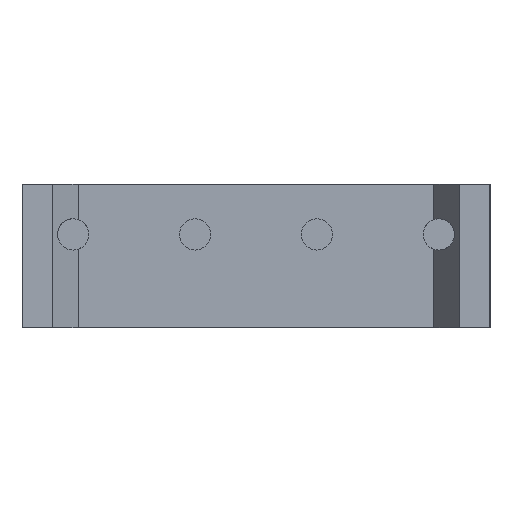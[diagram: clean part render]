
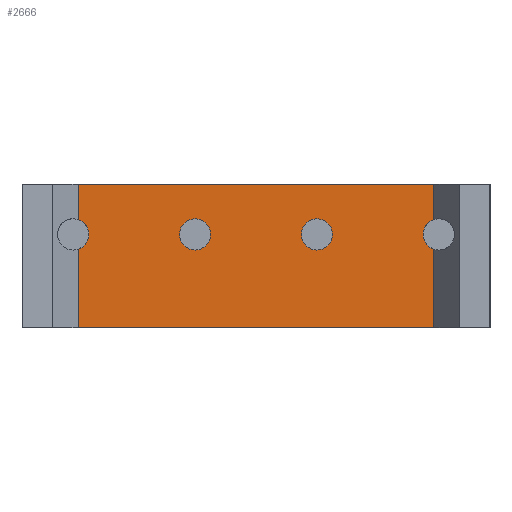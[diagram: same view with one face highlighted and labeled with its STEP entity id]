
A CAD part, front view. The second image highlights one B-rep face of the part: STEP entity #2666.
In plain terms, the highlighted planar face has unit normal (0, -1, 0).
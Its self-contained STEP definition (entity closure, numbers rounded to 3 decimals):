
#2 = CARTESIAN_POINT ( 'NONE',  ( 7.41, 1.6, -3. ) ) ;
#4 = EDGE_CURVE ( 'NONE', #591, #573, #2411, .T. ) ;
#11 = EDGE_CURVE ( 'NONE', #221, #3219, #1221, .T. ) ;
#82 = DIRECTION ( 'NONE',  ( 0., 0., 1. ) ) ;
#88 = DIRECTION ( 'NONE',  ( 1., 0., 0. ) ) ;
#101 = EDGE_CURVE ( 'NONE', #1796, #1059, #2315, .T. ) ;
#132 = EDGE_LOOP ( 'NONE', ( #3238, #556, #228, #791, #1521, #3476, #2615, #416 ) ) ;
#133 = EDGE_CURVE ( 'NONE', #1963, #1200, #3456, .T. ) ;
#152 = VECTOR ( 'NONE', #1031, 1000. ) ;
#192 = AXIS2_PLACEMENT_3D ( 'NONE', #1083, #3513, #2982 ) ;
#218 = CARTESIAN_POINT ( 'NONE',  ( -2.54, 1.6, 0.9 ) ) ;
#221 = VERTEX_POINT ( 'NONE', #2861 ) ;
#228 = ORIENTED_EDGE ( 'NONE', *, *, #101, .F. ) ;
#250 = VECTOR ( 'NONE', #88, 1000. ) ;
#283 = CARTESIAN_POINT ( 'NONE',  ( -7.41, 1.6, -3. ) ) ;
#361 = EDGE_CURVE ( 'NONE', #1963, #3197, #2914, .T. ) ;
#363 = CARTESIAN_POINT ( 'NONE',  ( 7.41, 1.6, 3. ) ) ;
#384 = AXIS2_PLACEMENT_3D ( 'NONE', #950, #2286, #415 ) ;
#415 = DIRECTION ( 'NONE',  ( 0., 0., 1. ) ) ;
#416 = ORIENTED_EDGE ( 'NONE', *, *, #2540, .F. ) ;
#446 = PLANE ( 'NONE',  #896 ) ;
#503 = CARTESIAN_POINT ( 'NONE',  ( 7.41, 1.6, 1.515 ) ) ;
#525 = CARTESIAN_POINT ( 'NONE',  ( 7.41, 1.6, 3. ) ) ;
#528 = DIRECTION ( 'NONE',  ( 0., -1., 0. ) ) ;
#535 = AXIS2_PLACEMENT_3D ( 'NONE', #689, #661, #82 ) ;
#556 = ORIENTED_EDGE ( 'NONE', *, *, #3408, .F. ) ;
#573 = VERTEX_POINT ( 'NONE', #2475 ) ;
#591 = VERTEX_POINT ( 'NONE', #3293 ) ;
#661 = DIRECTION ( 'NONE',  ( 0., -1., 0. ) ) ;
#689 = CARTESIAN_POINT ( 'NONE',  ( 2.54, 1.6, 0.9 ) ) ;
#716 = DIRECTION ( 'NONE',  ( 0., 1., 0. ) ) ;
#756 = EDGE_CURVE ( 'NONE', #1200, #1493, #1722, .T. ) ;
#791 = ORIENTED_EDGE ( 'NONE', *, *, #2694, .T. ) ;
#896 = AXIS2_PLACEMENT_3D ( 'NONE', #2333, #716, #2614 ) ;
#898 = DIRECTION ( 'NONE',  ( 0., -1., 0. ) ) ;
#921 = CARTESIAN_POINT ( 'NONE',  ( 7.62, 1.6, 0.9 ) ) ;
#950 = CARTESIAN_POINT ( 'NONE',  ( 2.54, 1.6, 0.9 ) ) ;
#951 = ORIENTED_EDGE ( 'NONE', *, *, #4, .F. ) ;
#961 = ORIENTED_EDGE ( 'NONE', *, *, #11, .F. ) ;
#964 = VECTOR ( 'NONE', #1210, 1000. ) ;
#1031 = DIRECTION ( 'NONE',  ( 0., 0., -1. ) ) ;
#1059 = VERTEX_POINT ( 'NONE', #525 ) ;
#1083 = CARTESIAN_POINT ( 'NONE',  ( -7.62, 1.6, 0.9 ) ) ;
#1160 = CIRCLE ( 'NONE', #535, 0.65 ) ;
#1200 = VERTEX_POINT ( 'NONE', #283 ) ;
#1210 = DIRECTION ( 'NONE',  ( 0., 0., -1. ) ) ;
#1221 = CIRCLE ( 'NONE', #2745, 0.65 ) ;
#1358 = VECTOR ( 'NONE', #2277, 1000. ) ;
#1382 = DIRECTION ( 'NONE',  ( 0., -1., 0. ) ) ;
#1457 = DIRECTION ( 'NONE',  ( 0., 0., -1. ) ) ;
#1468 = DIRECTION ( 'NONE',  ( 0., 0., 1. ) ) ;
#1493 = VERTEX_POINT ( 'NONE', #2 ) ;
#1521 = ORIENTED_EDGE ( 'NONE', *, *, #361, .F. ) ;
#1686 = VERTEX_POINT ( 'NONE', #2892 ) ;
#1722 = LINE ( 'NONE', #2574, #1358 ) ;
#1724 = CARTESIAN_POINT ( 'NONE',  ( 7.41, 1.6, 3. ) ) ;
#1769 = VERTEX_POINT ( 'NONE', #503 ) ;
#1789 = EDGE_LOOP ( 'NONE', ( #961, #2383 ) ) ;
#1796 = VERTEX_POINT ( 'NONE', #2660 ) ;
#1846 = EDGE_CURVE ( 'NONE', #573, #591, #1160, .T. ) ;
#1948 = DIRECTION ( 'NONE',  ( 0., 0., 1. ) ) ;
#1954 = VECTOR ( 'NONE', #1457, 1000. ) ;
#1963 = VERTEX_POINT ( 'NONE', #2326 ) ;
#1980 = CARTESIAN_POINT ( 'NONE',  ( -2.54, 1.6, 0.9 ) ) ;
#2027 = AXIS2_PLACEMENT_3D ( 'NONE', #921, #1382, #1948 ) ;
#2154 = AXIS2_PLACEMENT_3D ( 'NONE', #218, #528, #2924 ) ;
#2219 = LINE ( 'NONE', #2545, #964 ) ;
#2277 = DIRECTION ( 'NONE',  ( 1., 0., 0. ) ) ;
#2286 = DIRECTION ( 'NONE',  ( 0., -1., 0. ) ) ;
#2308 = FACE_OUTER_BOUND ( 'NONE', #132, .T. ) ;
#2315 = LINE ( 'NONE', #1724, #250 ) ;
#2326 = CARTESIAN_POINT ( 'NONE',  ( -7.41, 1.6, 0.285 ) ) ;
#2333 = CARTESIAN_POINT ( 'NONE',  ( 7.41, 1.6, 3. ) ) ;
#2379 = CARTESIAN_POINT ( 'NONE',  ( -7.41, 1.6, 1.515 ) ) ;
#2383 = ORIENTED_EDGE ( 'NONE', *, *, #2853, .F. ) ;
#2411 = CIRCLE ( 'NONE', #384, 0.65 ) ;
#2475 = CARTESIAN_POINT ( 'NONE',  ( 2.54, 1.6, 0.25 ) ) ;
#2540 = EDGE_CURVE ( 'NONE', #1686, #1493, #3031, .T. ) ;
#2541 = CARTESIAN_POINT ( 'NONE',  ( -7.41, 1.6, 3. ) ) ;
#2545 = CARTESIAN_POINT ( 'NONE',  ( 7.41, 1.6, 3. ) ) ;
#2574 = CARTESIAN_POINT ( 'NONE',  ( 7.41, 1.6, -3. ) ) ;
#2614 = DIRECTION ( 'NONE',  ( 0., 0., 1. ) ) ;
#2615 = ORIENTED_EDGE ( 'NONE', *, *, #756, .T. ) ;
#2624 = VECTOR ( 'NONE', #3117, 1000. ) ;
#2660 = CARTESIAN_POINT ( 'NONE',  ( -7.41, 1.6, 3. ) ) ;
#2666 = ADVANCED_FACE ( 'NONE', ( #3216, #2308, #3129 ), #446, .F. ) ;
#2694 = EDGE_CURVE ( 'NONE', #1796, #3197, #3254, .T. ) ;
#2745 = AXIS2_PLACEMENT_3D ( 'NONE', #1980, #898, #1468 ) ;
#2753 = CIRCLE ( 'NONE', #2027, 0.65 ) ;
#2756 = ORIENTED_EDGE ( 'NONE', *, *, #1846, .F. ) ;
#2853 = EDGE_CURVE ( 'NONE', #3219, #221, #3295, .T. ) ;
#2861 = CARTESIAN_POINT ( 'NONE',  ( -2.54, 1.6, 1.55 ) ) ;
#2892 = CARTESIAN_POINT ( 'NONE',  ( 7.41, 1.6, 0.285 ) ) ;
#2909 = CARTESIAN_POINT ( 'NONE',  ( -7.41, 1.6, 3. ) ) ;
#2914 = CIRCLE ( 'NONE', #192, 0.65 ) ;
#2924 = DIRECTION ( 'NONE',  ( 0., 0., 1. ) ) ;
#2982 = DIRECTION ( 'NONE',  ( 0., 0., -1. ) ) ;
#3031 = LINE ( 'NONE', #363, #1954 ) ;
#3117 = DIRECTION ( 'NONE',  ( 0., 0., -1. ) ) ;
#3129 = FACE_BOUND ( 'NONE', #1789, .T. ) ;
#3168 = EDGE_CURVE ( 'NONE', #1769, #1686, #2753, .T. ) ;
#3197 = VERTEX_POINT ( 'NONE', #2379 ) ;
#3205 = CARTESIAN_POINT ( 'NONE',  ( -2.54, 1.6, 0.25 ) ) ;
#3216 = FACE_BOUND ( 'NONE', #3492, .T. ) ;
#3219 = VERTEX_POINT ( 'NONE', #3205 ) ;
#3238 = ORIENTED_EDGE ( 'NONE', *, *, #3168, .F. ) ;
#3254 = LINE ( 'NONE', #2909, #152 ) ;
#3293 = CARTESIAN_POINT ( 'NONE',  ( 2.54, 1.6, 1.55 ) ) ;
#3295 = CIRCLE ( 'NONE', #2154, 0.65 ) ;
#3408 = EDGE_CURVE ( 'NONE', #1059, #1769, #2219, .T. ) ;
#3456 = LINE ( 'NONE', #2541, #2624 ) ;
#3476 = ORIENTED_EDGE ( 'NONE', *, *, #133, .T. ) ;
#3492 = EDGE_LOOP ( 'NONE', ( #951, #2756 ) ) ;
#3513 = DIRECTION ( 'NONE',  ( 0., -1., 0. ) ) ;
